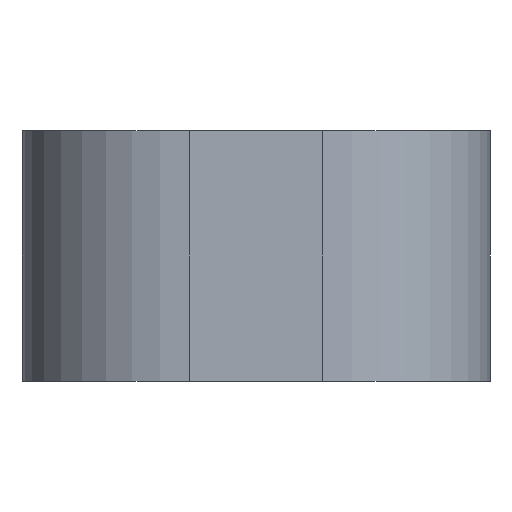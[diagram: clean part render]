
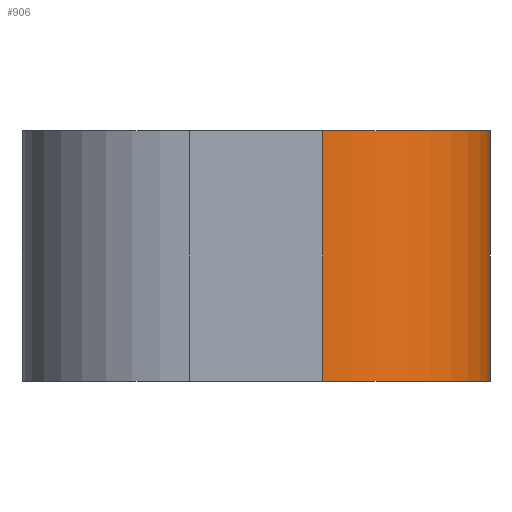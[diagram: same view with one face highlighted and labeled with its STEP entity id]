
A CAD part, left-side view. The second image highlights one B-rep face of the part: STEP entity #906.
In plain terms, the highlighted cylindrical face has radius 2 mm (diameter 4 mm), a partial arc.
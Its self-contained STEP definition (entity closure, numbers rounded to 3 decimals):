
#4 = DIRECTION ( 'NONE',  ( 1., 0., 0. ) ) ;
#5 = DIRECTION ( 'NONE',  ( 0., 0., -1. ) ) ;
#6 = CARTESIAN_POINT ( 'NONE',  ( 2., 2., 0. ) ) ;
#41 = DIRECTION ( 'NONE',  ( 0., 0., 1. ) ) ;
#42 = CARTESIAN_POINT ( 'NONE',  ( 0., 2., 3. ) ) ;
#215 = DIRECTION ( 'NONE',  ( 0., 0., -1. ) ) ;
#216 = CARTESIAN_POINT ( 'NONE',  ( 2., 0., 3. ) ) ;
#226 = DIRECTION ( 'NONE',  ( -1., 0., 0. ) ) ;
#227 = CARTESIAN_POINT ( 'NONE',  ( 2., 2., 3. ) ) ;
#234 = DIRECTION ( 'NONE',  ( 0., 0., -1. ) ) ;
#389 = CARTESIAN_POINT ( 'NONE',  ( 2., 0., 3. ) ) ;
#430 = CARTESIAN_POINT ( 'NONE',  ( 2., 0., 0. ) ) ;
#602 = VERTEX_POINT ( 'NONE', #389 ) ;
#613 = VERTEX_POINT ( 'NONE', #1637 ) ;
#620 = VERTEX_POINT ( 'NONE', #430 ) ;
#671 = EDGE_LOOP ( 'NONE', ( #990, #991, #992, #993 ) ) ;
#686 = LINE ( 'NONE', #216, #689 ) ;
#689 = VECTOR ( 'NONE', #215, 1000. ) ;
#861 = LINE ( 'NONE', #42, #863 ) ;
#863 = VECTOR ( 'NONE', #41, 1000. ) ;
#877 = CIRCLE ( 'NONE', #1574, 2. ) ;
#893 = CIRCLE ( 'NONE', #1560, 2. ) ;
#906 = ADVANCED_FACE ( 'NONE', ( #1336 ), #1341, .T. ) ;
#990 = ORIENTED_EDGE ( 'NONE', *, *, #1190, .F. ) ;
#991 = ORIENTED_EDGE ( 'NONE', *, *, #1162, .F. ) ;
#992 = ORIENTED_EDGE ( 'NONE', *, *, #1175, .F. ) ;
#993 = ORIENTED_EDGE ( 'NONE', *, *, #1102, .F. ) ;
#1040 = AXIS2_PLACEMENT_3D ( 'NONE', #227, #234, #226 ) ;
#1102 = EDGE_CURVE ( 'NONE', #602, #620, #686, .T. ) ;
#1162 = EDGE_CURVE ( 'NONE', #613, #1407, #861, .T. ) ;
#1175 = EDGE_CURVE ( 'NONE', #620, #613, #877, .T. ) ;
#1190 = EDGE_CURVE ( 'NONE', #1407, #602, #893, .T. ) ;
#1249 = DIRECTION ( 'NONE',  ( 0., 0., 1. ) ) ;
#1252 = CARTESIAN_POINT ( 'NONE',  ( 0., 2., 3. ) ) ;
#1268 = DIRECTION ( 'NONE',  ( 1., 0., 0. ) ) ;
#1269 = CARTESIAN_POINT ( 'NONE',  ( 2., 2., 3. ) ) ;
#1336 = FACE_OUTER_BOUND ( 'NONE', #671, .T. ) ;
#1341 = CYLINDRICAL_SURFACE ( 'NONE', #1040, 2. ) ;
#1407 = VERTEX_POINT ( 'NONE', #1252 ) ;
#1560 = AXIS2_PLACEMENT_3D ( 'NONE', #1269, #1249, #1268 ) ;
#1574 = AXIS2_PLACEMENT_3D ( 'NONE', #6, #5, #4 ) ;
#1637 = CARTESIAN_POINT ( 'NONE',  ( 0., 2., 0. ) ) ;
